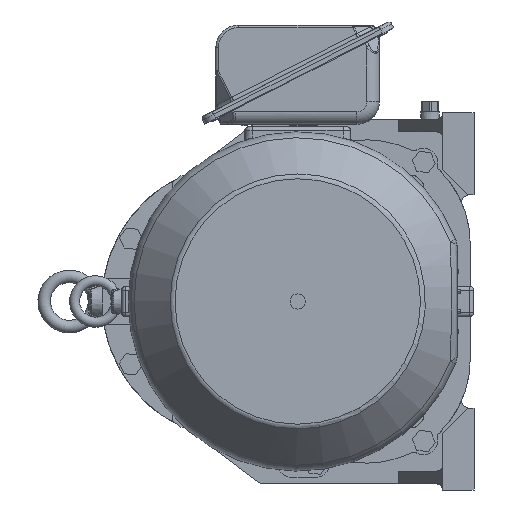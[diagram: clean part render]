
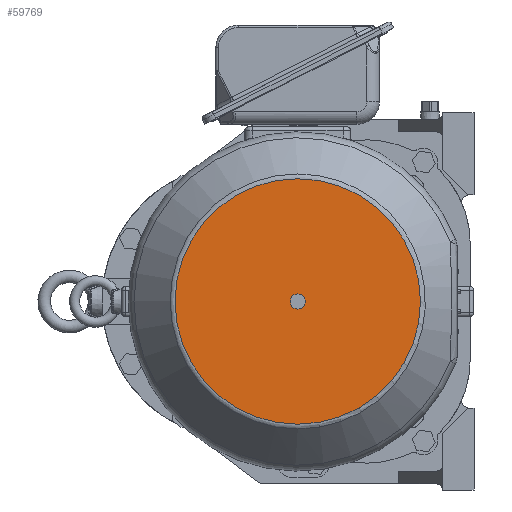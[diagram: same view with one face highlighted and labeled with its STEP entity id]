
A CAD part, left-side view. The second image highlights one B-rep face of the part: STEP entity #59769.
In plain terms, the highlighted planar face has unit normal (-1, 0, 0).
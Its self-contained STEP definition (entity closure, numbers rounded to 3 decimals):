
#3051 = CARTESIAN_POINT ( 'NONE',  ( -387.6, -40.75, 0. ) ) ;
#7295 = PLANE ( 'NONE',  #24764 ) ;
#8460 = AXIS2_PLACEMENT_3D ( 'NONE', #81473, #134873, #51639 ) ;
#8638 = FACE_OUTER_BOUND ( 'NONE', #84094, .T. ) ;
#15222 = CARTESIAN_POINT ( 'NONE',  ( -387.6, -40.75, -6. ) ) ;
#18827 = ORIENTED_EDGE ( 'NONE', *, *, #36348, .T. ) ;
#24764 = AXIS2_PLACEMENT_3D ( 'NONE', #78195, #82841, #91895 ) ;
#36348 = EDGE_CURVE ( 'NONE', #99849, #99849, #79154, .T. ) ;
#51639 = DIRECTION ( 'NONE',  ( 0., 0., -1. ) ) ;
#59769 = ADVANCED_FACE ( 'NONE', ( #72412, #8638 ), #7295, .F. ) ;
#65456 = DIRECTION ( 'NONE',  ( 0., 0., -1. ) ) ;
#72412 = FACE_BOUND ( 'NONE', #82587, .T. ) ;
#78195 = CARTESIAN_POINT ( 'NONE',  ( -387.6, 59.25, 0. ) ) ;
#79154 = CIRCLE ( 'NONE', #85932, 6. ) ;
#79303 = ORIENTED_EDGE ( 'NONE', *, *, #131086, .T. ) ;
#81473 = CARTESIAN_POINT ( 'NONE',  ( -387.6, -40.75, 0. ) ) ;
#82587 = EDGE_LOOP ( 'NONE', ( #18827 ) ) ;
#82841 = DIRECTION ( 'NONE',  ( 1., 0., 0. ) ) ;
#84094 = EDGE_LOOP ( 'NONE', ( #79303 ) ) ;
#84382 = CARTESIAN_POINT ( 'NONE',  ( -387.6, -40.75, -97.668 ) ) ;
#85063 = VERTEX_POINT ( 'NONE', #84382 ) ;
#85932 = AXIS2_PLACEMENT_3D ( 'NONE', #3051, #99413, #65456 ) ;
#91895 = DIRECTION ( 'NONE',  ( 0., 0., -1. ) ) ;
#99413 = DIRECTION ( 'NONE',  ( 1., 0., 0. ) ) ;
#99849 = VERTEX_POINT ( 'NONE', #15222 ) ;
#131086 = EDGE_CURVE ( 'NONE', #85063, #85063, #132340, .T. ) ;
#132340 = CIRCLE ( 'NONE', #8460, 97.668 ) ;
#134873 = DIRECTION ( 'NONE',  ( -1., 0., 0. ) ) ;
